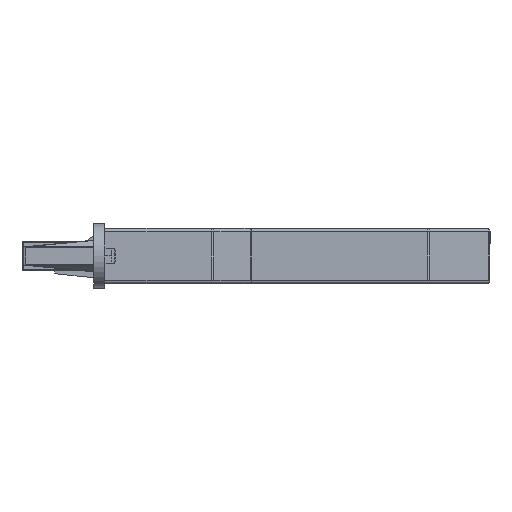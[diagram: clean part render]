
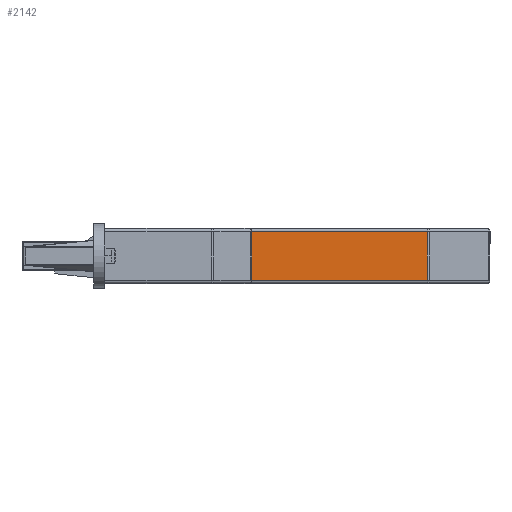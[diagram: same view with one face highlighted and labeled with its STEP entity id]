
A CAD part, front view. The second image highlights one B-rep face of the part: STEP entity #2142.
In plain terms, the highlighted face is planar.
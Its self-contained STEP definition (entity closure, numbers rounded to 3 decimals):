
#189 = ORIENTED_EDGE ( 'NONE', *, *, #2821, .T. ) ;
#198 = DIRECTION ( 'NONE',  ( 1., 0., 0. ) ) ;
#471 = EDGE_CURVE ( 'NONE', #14674, #18277, #8749, .T. ) ;
#806 = VERTEX_POINT ( 'NONE', #10410 ) ;
#862 = EDGE_CURVE ( 'NONE', #18277, #806, #13915, .T. ) ;
#1254 = PLANE ( 'NONE',  #18525 ) ;
#2007 = VERTEX_POINT ( 'NONE', #9339 ) ;
#2142 = ADVANCED_FACE ( 'NONE', ( #13389, #15296 ), #1254, .T. ) ;
#2681 = DIRECTION ( 'NONE',  ( 0., 0., -1. ) ) ;
#2788 = LINE ( 'NONE', #8996, #4475 ) ;
#2821 = EDGE_CURVE ( 'NONE', #2007, #16530, #12779, .T. ) ;
#2923 = DIRECTION ( 'NONE',  ( 0., 1., 0. ) ) ;
#3004 = VECTOR ( 'NONE', #12008, 1000. ) ;
#3574 = DIRECTION ( 'NONE',  ( 0., -1., 0. ) ) ;
#4475 = VECTOR ( 'NONE', #2681, 1000. ) ;
#4886 = AXIS2_PLACEMENT_3D ( 'NONE', #16242, #6131, #7903 ) ;
#5060 = DIRECTION ( 'NONE',  ( 0., 0., 1. ) ) ;
#5276 = CARTESIAN_POINT ( 'NONE',  ( 44.75, 145.3, 6. ) ) ;
#6131 = DIRECTION ( 'NONE',  ( 0., -1., 0. ) ) ;
#6641 = CARTESIAN_POINT ( 'NONE',  ( 44.75, 145.3, 7.75 ) ) ;
#6681 = EDGE_LOOP ( 'NONE', ( #16933, #16312, #10146, #20047 ) ) ;
#7125 = VERTEX_POINT ( 'NONE', #11077 ) ;
#7570 = VECTOR ( 'NONE', #9006, 1000. ) ;
#7903 = DIRECTION ( 'NONE',  ( 0., 0., -1. ) ) ;
#8595 = CIRCLE ( 'NONE', #21599, 1.75 ) ;
#8749 = LINE ( 'NONE', #20829, #3004 ) ;
#8996 = CARTESIAN_POINT ( 'NONE',  ( 103.586, 145.3, -1.75 ) ) ;
#9006 = DIRECTION ( 'NONE',  ( -1., 0., 0. ) ) ;
#9126 = CARTESIAN_POINT ( 'NONE',  ( 14., 145.3, -0.75 ) ) ;
#9339 = CARTESIAN_POINT ( 'NONE',  ( 44.75, 145.3, 4.25 ) ) ;
#10146 = ORIENTED_EDGE ( 'NONE', *, *, #14612, .T. ) ;
#10410 = CARTESIAN_POINT ( 'NONE',  ( 103.586, 145.3, 12.75 ) ) ;
#11077 = CARTESIAN_POINT ( 'NONE',  ( 103.586, 145.3, -0.75 ) ) ;
#11099 = CARTESIAN_POINT ( 'NONE',  ( 14., 145.3, -0.75 ) ) ;
#11754 = EDGE_CURVE ( 'NONE', #16530, #2007, #8595, .T. ) ;
#11793 = CARTESIAN_POINT ( 'NONE',  ( 14., 145.3, -1.75 ) ) ;
#12008 = DIRECTION ( 'NONE',  ( 0., 0., 1. ) ) ;
#12779 = CIRCLE ( 'NONE', #4886, 1.75 ) ;
#13389 = FACE_BOUND ( 'NONE', #16070, .T. ) ;
#13712 = DIRECTION ( 'NONE',  ( 0., 0., -1. ) ) ;
#13915 = LINE ( 'NONE', #20358, #15246 ) ;
#14612 = EDGE_CURVE ( 'NONE', #806, #7125, #2788, .T. ) ;
#14674 = VERTEX_POINT ( 'NONE', #11099 ) ;
#15246 = VECTOR ( 'NONE', #198, 1000. ) ;
#15296 = FACE_OUTER_BOUND ( 'NONE', #6681, .T. ) ;
#15764 = ORIENTED_EDGE ( 'NONE', *, *, #11754, .T. ) ;
#16070 = EDGE_LOOP ( 'NONE', ( #189, #15764 ) ) ;
#16242 = CARTESIAN_POINT ( 'NONE',  ( 44.75, 145.3, 6. ) ) ;
#16312 = ORIENTED_EDGE ( 'NONE', *, *, #862, .T. ) ;
#16530 = VERTEX_POINT ( 'NONE', #6641 ) ;
#16933 = ORIENTED_EDGE ( 'NONE', *, *, #471, .T. ) ;
#17676 = LINE ( 'NONE', #9126, #7570 ) ;
#18277 = VERTEX_POINT ( 'NONE', #21990 ) ;
#18525 = AXIS2_PLACEMENT_3D ( 'NONE', #11793, #2923, #5060 ) ;
#19275 = EDGE_CURVE ( 'NONE', #7125, #14674, #17676, .T. ) ;
#20047 = ORIENTED_EDGE ( 'NONE', *, *, #19275, .T. ) ;
#20358 = CARTESIAN_POINT ( 'NONE',  ( 14., 145.3, 12.75 ) ) ;
#20829 = CARTESIAN_POINT ( 'NONE',  ( 14., 145.3, -1.75 ) ) ;
#21599 = AXIS2_PLACEMENT_3D ( 'NONE', #5276, #3574, #13712 ) ;
#21990 = CARTESIAN_POINT ( 'NONE',  ( 14., 145.3, 12.75 ) ) ;
